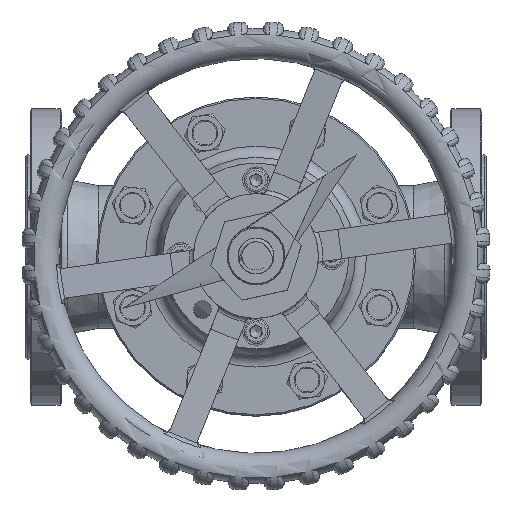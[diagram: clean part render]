
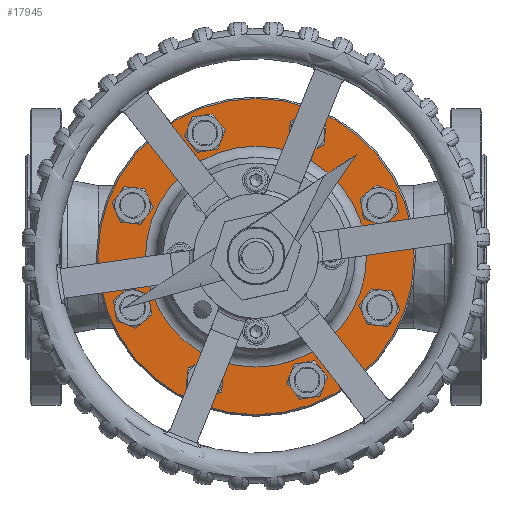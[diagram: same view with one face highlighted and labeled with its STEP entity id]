
A CAD part, top view. The second image highlights one B-rep face of the part: STEP entity #17945.
In plain terms, the highlighted planar face has unit normal (0, 0, 1).
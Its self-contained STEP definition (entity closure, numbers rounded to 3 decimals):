
#13444=CARTESIAN_POINT('',(25.442,-83.149,154.));
#13445=VERTEX_POINT('',#13444);
#13469=CARTESIAN_POINT('',(43.442,-83.149,154.));
#13470=VERTEX_POINT('',#13469);
#13471=CARTESIAN_POINT('',(34.442,-83.149,154.));
#13472=DIRECTION('',(-0.,0.,1.));
#13473=DIRECTION('',(-1.,0.,-0.));
#13474=AXIS2_PLACEMENT_3D('',#13471,#13472,#13473);
#13475=CIRCLE('',#13474,9.);
#13476=EDGE_CURVE('NONE',#13445,#13470,#13475,.T.);
#13478=CARTESIAN_POINT('',(34.442,-83.149,154.));
#13479=DIRECTION('',(-0.,0.,1.));
#13480=DIRECTION('',(-1.,0.,-0.));
#13481=AXIS2_PLACEMENT_3D('',#13478,#13479,#13480);
#13482=CIRCLE('',#13481,9.);
#13483=EDGE_CURVE('NONE',#13470,#13445,#13482,.T.);
#13495=CARTESIAN_POINT('',(-43.442,-83.149,154.));
#13496=VERTEX_POINT('',#13495);
#13520=CARTESIAN_POINT('',(-25.442,-83.149,154.));
#13521=VERTEX_POINT('',#13520);
#13522=CARTESIAN_POINT('',(-34.442,-83.149,154.));
#13523=DIRECTION('',(-0.,0.,1.));
#13524=DIRECTION('',(-1.,0.,-0.));
#13525=AXIS2_PLACEMENT_3D('',#13522,#13523,#13524);
#13526=CIRCLE('',#13525,9.);
#13527=EDGE_CURVE('NONE',#13496,#13521,#13526,.T.);
#13529=CARTESIAN_POINT('',(-34.442,-83.149,154.));
#13530=DIRECTION('',(-0.,0.,1.));
#13531=DIRECTION('',(-1.,0.,-0.));
#13532=AXIS2_PLACEMENT_3D('',#13529,#13530,#13531);
#13533=CIRCLE('',#13532,9.);
#13534=EDGE_CURVE('NONE',#13521,#13496,#13533,.T.);
#13546=CARTESIAN_POINT('',(-92.149,-34.442,154.));
#13547=VERTEX_POINT('',#13546);
#13571=CARTESIAN_POINT('',(-74.149,-34.442,154.));
#13572=VERTEX_POINT('',#13571);
#13573=CARTESIAN_POINT('',(-83.149,-34.442,154.));
#13574=DIRECTION('',(-0.,0.,1.));
#13575=DIRECTION('',(-1.,0.,-0.));
#13576=AXIS2_PLACEMENT_3D('',#13573,#13574,#13575);
#13577=CIRCLE('',#13576,9.);
#13578=EDGE_CURVE('NONE',#13547,#13572,#13577,.T.);
#13580=CARTESIAN_POINT('',(-83.149,-34.442,154.));
#13581=DIRECTION('',(-0.,0.,1.));
#13582=DIRECTION('',(-1.,0.,-0.));
#13583=AXIS2_PLACEMENT_3D('',#13580,#13581,#13582);
#13584=CIRCLE('',#13583,9.);
#13585=EDGE_CURVE('NONE',#13572,#13547,#13584,.T.);
#13597=CARTESIAN_POINT('',(-92.149,34.442,154.));
#13598=VERTEX_POINT('',#13597);
#13622=CARTESIAN_POINT('',(-74.149,34.442,154.));
#13623=VERTEX_POINT('',#13622);
#13624=CARTESIAN_POINT('',(-83.149,34.442,154.));
#13625=DIRECTION('',(-0.,0.,1.));
#13626=DIRECTION('',(-1.,0.,-0.));
#13627=AXIS2_PLACEMENT_3D('',#13624,#13625,#13626);
#13628=CIRCLE('',#13627,9.);
#13629=EDGE_CURVE('NONE',#13598,#13623,#13628,.T.);
#13631=CARTESIAN_POINT('',(-83.149,34.442,154.));
#13632=DIRECTION('',(-0.,0.,1.));
#13633=DIRECTION('',(-1.,0.,-0.));
#13634=AXIS2_PLACEMENT_3D('',#13631,#13632,#13633);
#13635=CIRCLE('',#13634,9.);
#13636=EDGE_CURVE('NONE',#13623,#13598,#13635,.T.);
#13648=CARTESIAN_POINT('',(-43.442,83.149,154.));
#13649=VERTEX_POINT('',#13648);
#13673=CARTESIAN_POINT('',(-25.442,83.149,154.));
#13674=VERTEX_POINT('',#13673);
#13675=CARTESIAN_POINT('',(-34.442,83.149,154.));
#13676=DIRECTION('',(-0.,0.,1.));
#13677=DIRECTION('',(-1.,0.,-0.));
#13678=AXIS2_PLACEMENT_3D('',#13675,#13676,#13677);
#13679=CIRCLE('',#13678,9.);
#13680=EDGE_CURVE('NONE',#13649,#13674,#13679,.T.);
#13682=CARTESIAN_POINT('',(-34.442,83.149,154.));
#13683=DIRECTION('',(-0.,0.,1.));
#13684=DIRECTION('',(-1.,0.,-0.));
#13685=AXIS2_PLACEMENT_3D('',#13682,#13683,#13684);
#13686=CIRCLE('',#13685,9.);
#13687=EDGE_CURVE('NONE',#13674,#13649,#13686,.T.);
#13699=CARTESIAN_POINT('',(25.442,83.149,154.));
#13700=VERTEX_POINT('',#13699);
#13724=CARTESIAN_POINT('',(43.442,83.149,154.));
#13725=VERTEX_POINT('',#13724);
#13726=CARTESIAN_POINT('',(34.442,83.149,154.));
#13727=DIRECTION('',(-0.,0.,1.));
#13728=DIRECTION('',(-1.,0.,-0.));
#13729=AXIS2_PLACEMENT_3D('',#13726,#13727,#13728);
#13730=CIRCLE('',#13729,9.);
#13731=EDGE_CURVE('NONE',#13700,#13725,#13730,.T.);
#13733=CARTESIAN_POINT('',(34.442,83.149,154.));
#13734=DIRECTION('',(-0.,0.,1.));
#13735=DIRECTION('',(-1.,0.,-0.));
#13736=AXIS2_PLACEMENT_3D('',#13733,#13734,#13735);
#13737=CIRCLE('',#13736,9.);
#13738=EDGE_CURVE('NONE',#13725,#13700,#13737,.T.);
#13750=CARTESIAN_POINT('',(74.149,34.442,154.));
#13751=VERTEX_POINT('',#13750);
#13775=CARTESIAN_POINT('',(92.149,34.442,154.));
#13776=VERTEX_POINT('',#13775);
#13777=CARTESIAN_POINT('',(83.149,34.442,154.));
#13778=DIRECTION('',(-0.,0.,1.));
#13779=DIRECTION('',(-1.,0.,-0.));
#13780=AXIS2_PLACEMENT_3D('',#13777,#13778,#13779);
#13781=CIRCLE('',#13780,9.);
#13782=EDGE_CURVE('NONE',#13751,#13776,#13781,.T.);
#13784=CARTESIAN_POINT('',(83.149,34.442,154.));
#13785=DIRECTION('',(-0.,0.,1.));
#13786=DIRECTION('',(-1.,0.,-0.));
#13787=AXIS2_PLACEMENT_3D('',#13784,#13785,#13786);
#13788=CIRCLE('',#13787,9.);
#13789=EDGE_CURVE('NONE',#13776,#13751,#13788,.T.);
#13801=CARTESIAN_POINT('',(74.149,-34.442,154.));
#13802=VERTEX_POINT('',#13801);
#13826=CARTESIAN_POINT('',(92.149,-34.442,154.));
#13827=VERTEX_POINT('',#13826);
#13828=CARTESIAN_POINT('',(83.149,-34.442,154.));
#13829=DIRECTION('',(-0.,0.,1.));
#13830=DIRECTION('',(-1.,0.,-0.));
#13831=AXIS2_PLACEMENT_3D('',#13828,#13829,#13830);
#13832=CIRCLE('',#13831,9.);
#13833=EDGE_CURVE('NONE',#13802,#13827,#13832,.T.);
#13835=CARTESIAN_POINT('',(83.149,-34.442,154.));
#13836=DIRECTION('',(-0.,0.,1.));
#13837=DIRECTION('',(-1.,0.,-0.));
#13838=AXIS2_PLACEMENT_3D('',#13835,#13836,#13837);
#13839=CIRCLE('',#13838,9.);
#13840=EDGE_CURVE('NONE',#13827,#13802,#13839,.T.);
#14005=CARTESIAN_POINT('',(-106.5,-0.,154.));
#14006=VERTEX_POINT('',#14005);
#14013=CARTESIAN_POINT('',(106.5,-0.,154.));
#14014=VERTEX_POINT('',#14013);
#14015=CARTESIAN_POINT('',(0.,-0.,154.));
#14016=DIRECTION('',(-0.,0.,1.));
#14017=DIRECTION('',(-1.,0.,-0.));
#14018=AXIS2_PLACEMENT_3D('',#14015,#14016,#14017);
#14019=CIRCLE('',#14018,106.5);
#14020=EDGE_CURVE('NONE',#14014,#14006,#14019,.T.);
#14022=CARTESIAN_POINT('',(0.,-0.,154.));
#14023=DIRECTION('',(-0.,0.,1.));
#14024=DIRECTION('',(-1.,0.,-0.));
#14025=AXIS2_PLACEMENT_3D('',#14022,#14023,#14024);
#14026=CIRCLE('',#14025,106.5);
#14027=EDGE_CURVE('NONE',#14006,#14014,#14026,.T.);
#14711=CARTESIAN_POINT('',(74.402,-0.,154.));
#14712=VERTEX_POINT('',#14711);
#14722=CARTESIAN_POINT('',(-74.402,-0.,154.));
#14723=VERTEX_POINT('',#14722);
#14724=CARTESIAN_POINT('',(0.,-0.,154.));
#14725=DIRECTION('',(-0.,0.,1.));
#14726=DIRECTION('',(1.,-0.,0.));
#14727=AXIS2_PLACEMENT_3D('',#14724,#14725,#14726);
#14728=CIRCLE('',#14727,74.402);
#14729=EDGE_CURVE('NONE',#14712,#14723,#14728,.T.);
#14731=CARTESIAN_POINT('',(0.,-0.,154.));
#14732=DIRECTION('',(-0.,0.,1.));
#14733=DIRECTION('',(1.,-0.,0.));
#14734=AXIS2_PLACEMENT_3D('',#14731,#14732,#14733);
#14735=CIRCLE('',#14734,74.402);
#14736=EDGE_CURVE('NONE',#14723,#14712,#14735,.T.);
#17900=CARTESIAN_POINT('',(0.,-0.,154.));
#17901=DIRECTION('',(0.,-0.,-1.));
#17902=DIRECTION('',(-1.,0.,-0.));
#17903=AXIS2_PLACEMENT_3D('',#17900,#17901,#17902);
#17904=PLANE('',#17903);
#17905=ORIENTED_EDGE('',*,*,#13476,.F.);
#17906=ORIENTED_EDGE('',*,*,#13483,.F.);
#17907=EDGE_LOOP('',(#17905,#17906));
#17908=FACE_BOUND('',#17907,.T.);
#17909=ORIENTED_EDGE('',*,*,#13527,.F.);
#17910=ORIENTED_EDGE('',*,*,#13534,.F.);
#17911=EDGE_LOOP('',(#17909,#17910));
#17912=FACE_BOUND('',#17911,.T.);
#17913=ORIENTED_EDGE('',*,*,#13578,.F.);
#17914=ORIENTED_EDGE('',*,*,#13585,.F.);
#17915=EDGE_LOOP('',(#17913,#17914));
#17916=FACE_BOUND('',#17915,.T.);
#17917=ORIENTED_EDGE('',*,*,#13629,.F.);
#17918=ORIENTED_EDGE('',*,*,#13636,.F.);
#17919=EDGE_LOOP('',(#17917,#17918));
#17920=FACE_BOUND('',#17919,.T.);
#17921=ORIENTED_EDGE('',*,*,#13680,.F.);
#17922=ORIENTED_EDGE('',*,*,#13687,.F.);
#17923=EDGE_LOOP('',(#17921,#17922));
#17924=FACE_BOUND('',#17923,.T.);
#17925=ORIENTED_EDGE('',*,*,#13731,.F.);
#17926=ORIENTED_EDGE('',*,*,#13738,.F.);
#17927=EDGE_LOOP('',(#17925,#17926));
#17928=FACE_BOUND('',#17927,.T.);
#17929=ORIENTED_EDGE('',*,*,#13782,.F.);
#17930=ORIENTED_EDGE('',*,*,#13789,.F.);
#17931=EDGE_LOOP('',(#17929,#17930));
#17932=FACE_BOUND('',#17931,.T.);
#17933=ORIENTED_EDGE('',*,*,#13833,.F.);
#17934=ORIENTED_EDGE('',*,*,#13840,.F.);
#17935=EDGE_LOOP('',(#17933,#17934));
#17936=FACE_BOUND('',#17935,.T.);
#17937=ORIENTED_EDGE('',*,*,#14027,.T.);
#17938=ORIENTED_EDGE('',*,*,#14020,.T.);
#17939=EDGE_LOOP('',(#17937,#17938));
#17940=FACE_BOUND('',#17939,.T.);
#17941=ORIENTED_EDGE('',*,*,#14729,.F.);
#17942=ORIENTED_EDGE('',*,*,#14736,.F.);
#17943=EDGE_LOOP('',(#17941,#17942));
#17944=FACE_BOUND('',#17943,.T.);
#17945=ADVANCED_FACE('NONE',(#17908,#17912,#17916,#17920,#17924,#17928,#17932,#17936,#17940,#17944),#17904,.F.);
